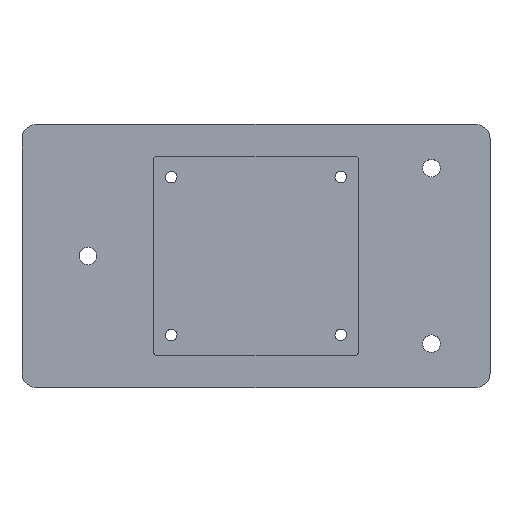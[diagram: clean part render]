
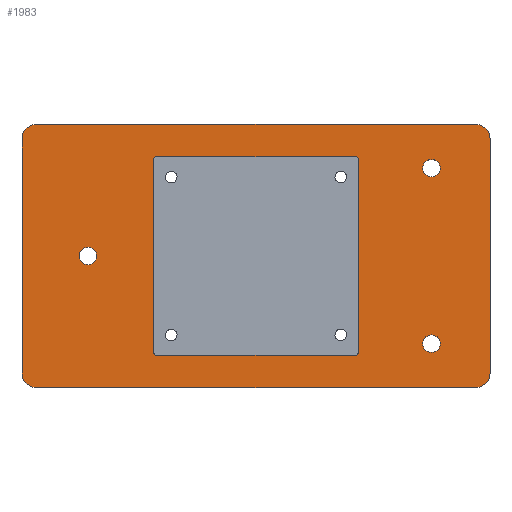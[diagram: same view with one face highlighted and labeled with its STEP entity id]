
A CAD part, top view. The second image highlights one B-rep face of the part: STEP entity #1983.
In plain terms, the highlighted planar face has unit normal (0, 0, 1).
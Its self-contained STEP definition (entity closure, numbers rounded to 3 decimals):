
#57=CARTESIAN_POINT('Axis2P3D Location',(60.,30.,15.)) ;
#61=CARTESIAN_POINT('Vertex',(63.,30.,15.)) ;
#63=CARTESIAN_POINT('Vertex',(57.,30.,15.)) ;
#92=CARTESIAN_POINT('Axis2P3D Location',(60.,30.,15.)) ;
#1374=CARTESIAN_POINT('Axis2P3D Location',(-57.5,0.,15.)) ;
#1378=CARTESIAN_POINT('Vertex',(-54.5,0.,15.)) ;
#1380=CARTESIAN_POINT('Vertex',(-60.5,0.,15.)) ;
#1400=CARTESIAN_POINT('Axis2P3D Location',(-57.5,0.,15.)) ;
#1417=CARTESIAN_POINT('Axis2P3D Location',(60.,-30.,15.)) ;
#1421=CARTESIAN_POINT('Vertex',(63.,-30.,15.)) ;
#1423=CARTESIAN_POINT('Vertex',(57.,-30.,15.)) ;
#1443=CARTESIAN_POINT('Axis2P3D Location',(60.,-30.,15.)) ;
#1460=CARTESIAN_POINT('Axis2P3D Location',(-75.,-40.,15.)) ;
#1464=CARTESIAN_POINT('Vertex',(-75.,-45.,15.)) ;
#1466=CARTESIAN_POINT('Vertex',(-80.,-40.,15.)) ;
#1506=CARTESIAN_POINT('Vertex',(-80.,40.,15.)) ;
#1514=CARTESIAN_POINT('Line Origine',(-80.,0.,15.)) ;
#1531=CARTESIAN_POINT('Axis2P3D Location',(-75.,40.,15.)) ;
#1535=CARTESIAN_POINT('Vertex',(-75.,45.,15.)) ;
#1568=CARTESIAN_POINT('Vertex',(75.,-45.,15.)) ;
#1571=CARTESIAN_POINT('Line Origine',(0.,-45.,15.)) ;
#1593=CARTESIAN_POINT('Axis2P3D Location',(75.,-40.,15.)) ;
#1597=CARTESIAN_POINT('Vertex',(80.,-40.,15.)) ;
#1630=CARTESIAN_POINT('Vertex',(75.,45.,15.)) ;
#1638=CARTESIAN_POINT('Line Origine',(0.,45.,15.)) ;
#1661=CARTESIAN_POINT('Vertex',(80.,40.,15.)) ;
#1664=CARTESIAN_POINT('Line Origine',(80.,0.,15.)) ;
#1751=CARTESIAN_POINT('Axis2P3D Location',(75.,40.,15.)) ;
#1774=CARTESIAN_POINT('Vertex',(34.,34.,15.)) ;
#1788=CARTESIAN_POINT('Vertex',(35.,33.,15.)) ;
#1791=CARTESIAN_POINT('Axis2P3D Location',(34.,33.,15.)) ;
#1814=CARTESIAN_POINT('Vertex',(-34.,-34.,15.)) ;
#1828=CARTESIAN_POINT('Vertex',(-35.,-33.,15.)) ;
#1831=CARTESIAN_POINT('Axis2P3D Location',(-34.,-33.,15.)) ;
#1854=CARTESIAN_POINT('Vertex',(35.,-33.,15.)) ;
#1857=CARTESIAN_POINT('Line Origine',(35.,0.,15.)) ;
#1885=CARTESIAN_POINT('Vertex',(34.,-34.,15.)) ;
#1893=CARTESIAN_POINT('Line Origine',(0.,-34.,15.)) ;
#1915=CARTESIAN_POINT('Axis2P3D Location',(34.,-33.,15.)) ;
#1927=CARTESIAN_POINT('Axis2P3D Location',(0.,0.,15.)) ;
#1942=CARTESIAN_POINT('Axis2P3D Location',(-34.,33.,15.)) ;
#1946=CARTESIAN_POINT('Vertex',(-35.,33.,15.)) ;
#1948=CARTESIAN_POINT('Vertex',(-34.,34.,15.)) ;
#1951=CARTESIAN_POINT('Line Origine',(0.,34.,15.)) ;
#1956=CARTESIAN_POINT('Line Origine',(-35.,0.,15.)) ;
#58=DIRECTION('Axis2P3D Direction',(0.,0.,-1.)) ;
#93=DIRECTION('Axis2P3D Direction',(0.,0.,-1.)) ;
#1375=DIRECTION('Axis2P3D Direction',(0.,0.,-1.)) ;
#1401=DIRECTION('Axis2P3D Direction',(0.,0.,-1.)) ;
#1418=DIRECTION('Axis2P3D Direction',(0.,0.,-1.)) ;
#1444=DIRECTION('Axis2P3D Direction',(0.,0.,-1.)) ;
#1461=DIRECTION('Axis2P3D Direction',(0.,0.,1.)) ;
#1515=DIRECTION('Vector Direction',(0.,1.,0.)) ;
#1532=DIRECTION('Axis2P3D Direction',(0.,0.,1.)) ;
#1572=DIRECTION('Vector Direction',(-1.,0.,0.)) ;
#1594=DIRECTION('Axis2P3D Direction',(0.,0.,1.)) ;
#1639=DIRECTION('Vector Direction',(1.,0.,0.)) ;
#1665=DIRECTION('Vector Direction',(0.,-1.,0.)) ;
#1752=DIRECTION('Axis2P3D Direction',(0.,-0.,1.)) ;
#1792=DIRECTION('Axis2P3D Direction',(0.,0.,-1.)) ;
#1832=DIRECTION('Axis2P3D Direction',(0.,0.,-1.)) ;
#1858=DIRECTION('Vector Direction',(0.,-1.,0.)) ;
#1894=DIRECTION('Vector Direction',(-1.,0.,0.)) ;
#1916=DIRECTION('Axis2P3D Direction',(0.,0.,-1.)) ;
#1928=DIRECTION('Axis2P3D Direction',(0.,0.,1.)) ;
#1929=DIRECTION('Axis2P3D XDirection',(1.,0.,0.)) ;
#1943=DIRECTION('Axis2P3D Direction',(0.,0.,1.)) ;
#1952=DIRECTION('Vector Direction',(1.,0.,0.)) ;
#1957=DIRECTION('Vector Direction',(0.,1.,0.)) ;
#59=AXIS2_PLACEMENT_3D('Circle Axis2P3D',#57,#58,$) ;
#94=AXIS2_PLACEMENT_3D('Circle Axis2P3D',#92,#93,$) ;
#1376=AXIS2_PLACEMENT_3D('Circle Axis2P3D',#1374,#1375,$) ;
#1402=AXIS2_PLACEMENT_3D('Circle Axis2P3D',#1400,#1401,$) ;
#1419=AXIS2_PLACEMENT_3D('Circle Axis2P3D',#1417,#1418,$) ;
#1445=AXIS2_PLACEMENT_3D('Circle Axis2P3D',#1443,#1444,$) ;
#1462=AXIS2_PLACEMENT_3D('Circle Axis2P3D',#1460,#1461,$) ;
#1533=AXIS2_PLACEMENT_3D('Circle Axis2P3D',#1531,#1532,$) ;
#1595=AXIS2_PLACEMENT_3D('Circle Axis2P3D',#1593,#1594,$) ;
#1753=AXIS2_PLACEMENT_3D('Circle Axis2P3D',#1751,#1752,$) ;
#1793=AXIS2_PLACEMENT_3D('Circle Axis2P3D',#1791,#1792,$) ;
#1833=AXIS2_PLACEMENT_3D('Circle Axis2P3D',#1831,#1832,$) ;
#1917=AXIS2_PLACEMENT_3D('Circle Axis2P3D',#1915,#1916,$) ;
#1930=AXIS2_PLACEMENT_3D('Plane Axis2P3D',#1927,#1928,#1929) ;
#1944=AXIS2_PLACEMENT_3D('Circle Axis2P3D',#1942,#1943,$) ;
#1933=ORIENTED_EDGE('',*,*,#1642,.T.) ;
#1934=ORIENTED_EDGE('',*,*,#1537,.F.) ;
#1935=ORIENTED_EDGE('',*,*,#1518,.T.) ;
#1936=ORIENTED_EDGE('',*,*,#1468,.F.) ;
#1937=ORIENTED_EDGE('',*,*,#1575,.T.) ;
#1938=ORIENTED_EDGE('',*,*,#1599,.F.) ;
#1939=ORIENTED_EDGE('',*,*,#1668,.T.) ;
#1940=ORIENTED_EDGE('',*,*,#1755,.F.) ;
#1962=ORIENTED_EDGE('',*,*,#1950,.T.) ;
#1963=ORIENTED_EDGE('',*,*,#1955,.F.) ;
#1964=ORIENTED_EDGE('',*,*,#1795,.T.) ;
#1965=ORIENTED_EDGE('',*,*,#1861,.F.) ;
#1966=ORIENTED_EDGE('',*,*,#1919,.T.) ;
#1967=ORIENTED_EDGE('',*,*,#1897,.F.) ;
#1968=ORIENTED_EDGE('',*,*,#1835,.T.) ;
#1969=ORIENTED_EDGE('',*,*,#1960,.F.) ;
#1972=ORIENTED_EDGE('',*,*,#96,.F.) ;
#1973=ORIENTED_EDGE('',*,*,#65,.F.) ;
#1976=ORIENTED_EDGE('',*,*,#1447,.F.) ;
#1977=ORIENTED_EDGE('',*,*,#1425,.F.) ;
#1980=ORIENTED_EDGE('',*,*,#1404,.F.) ;
#1981=ORIENTED_EDGE('',*,*,#1382,.F.) ;
#1970=FACE_BOUND('',#1961,.T.) ;
#1974=FACE_BOUND('',#1971,.T.) ;
#1978=FACE_BOUND('',#1975,.T.) ;
#1982=FACE_BOUND('',#1979,.T.) ;
#1516=VECTOR('Line Direction',#1515,1.) ;
#1573=VECTOR('Line Direction',#1572,1.) ;
#1640=VECTOR('Line Direction',#1639,1.) ;
#1666=VECTOR('Line Direction',#1665,1.) ;
#1859=VECTOR('Line Direction',#1858,1.) ;
#1895=VECTOR('Line Direction',#1894,1.) ;
#1953=VECTOR('Line Direction',#1952,1.) ;
#1958=VECTOR('Line Direction',#1957,1.) ;
#1983=ADVANCED_FACE('Corps principal',(#1941,#1970,#1974,#1978,#1982),#1931,.T.) ;
#60=CIRCLE('generated circle',#59,3.) ;
#95=CIRCLE('generated circle',#94,3.) ;
#1377=CIRCLE('generated circle',#1376,3.) ;
#1403=CIRCLE('generated circle',#1402,3.) ;
#1420=CIRCLE('generated circle',#1419,3.) ;
#1446=CIRCLE('generated circle',#1445,3.) ;
#1463=CIRCLE('generated circle',#1462,5.) ;
#1534=CIRCLE('generated circle',#1533,5.) ;
#1596=CIRCLE('generated circle',#1595,5.) ;
#1754=CIRCLE('generated circle',#1753,5.) ;
#1794=CIRCLE('generated circle',#1793,1.) ;
#1834=CIRCLE('generated circle',#1833,1.) ;
#1918=CIRCLE('generated circle',#1917,1.) ;
#1945=CIRCLE('generated circle',#1944,1.) ;
#65=EDGE_CURVE('',#62,#64,#60,.F.) ;
#96=EDGE_CURVE('',#64,#62,#95,.F.) ;
#1382=EDGE_CURVE('',#1379,#1381,#1377,.F.) ;
#1404=EDGE_CURVE('',#1381,#1379,#1403,.F.) ;
#1425=EDGE_CURVE('',#1422,#1424,#1420,.F.) ;
#1447=EDGE_CURVE('',#1424,#1422,#1446,.F.) ;
#1468=EDGE_CURVE('',#1465,#1467,#1463,.F.) ;
#1518=EDGE_CURVE('',#1507,#1467,#1517,.F.) ;
#1537=EDGE_CURVE('',#1507,#1536,#1534,.F.) ;
#1575=EDGE_CURVE('',#1465,#1569,#1574,.F.) ;
#1599=EDGE_CURVE('',#1598,#1569,#1596,.F.) ;
#1642=EDGE_CURVE('',#1631,#1536,#1641,.F.) ;
#1668=EDGE_CURVE('',#1598,#1662,#1667,.F.) ;
#1755=EDGE_CURVE('',#1631,#1662,#1754,.F.) ;
#1795=EDGE_CURVE('',#1775,#1789,#1794,.T.) ;
#1835=EDGE_CURVE('',#1815,#1829,#1834,.T.) ;
#1861=EDGE_CURVE('',#1855,#1789,#1860,.F.) ;
#1897=EDGE_CURVE('',#1815,#1886,#1896,.F.) ;
#1919=EDGE_CURVE('',#1855,#1886,#1918,.T.) ;
#1950=EDGE_CURVE('',#1947,#1949,#1945,.F.) ;
#1955=EDGE_CURVE('',#1775,#1949,#1954,.F.) ;
#1960=EDGE_CURVE('',#1947,#1829,#1959,.F.) ;
#1932=EDGE_LOOP('',(#1933,#1934,#1935,#1936,#1937,#1938,#1939,#1940)) ;
#1961=EDGE_LOOP('',(#1962,#1963,#1964,#1965,#1966,#1967,#1968,#1969)) ;
#1971=EDGE_LOOP('',(#1972,#1973)) ;
#1975=EDGE_LOOP('',(#1976,#1977)) ;
#1979=EDGE_LOOP('',(#1980,#1981)) ;
#1941=FACE_OUTER_BOUND('',#1932,.T.) ;
#1517=LINE('Line',#1514,#1516) ;
#1574=LINE('Line',#1571,#1573) ;
#1641=LINE('Line',#1638,#1640) ;
#1667=LINE('Line',#1664,#1666) ;
#1860=LINE('Line',#1857,#1859) ;
#1896=LINE('Line',#1893,#1895) ;
#1954=LINE('Line',#1951,#1953) ;
#1959=LINE('Line',#1956,#1958) ;
#1931=PLANE('Plane',#1930) ;
#62=VERTEX_POINT('',#61) ;
#64=VERTEX_POINT('',#63) ;
#1379=VERTEX_POINT('',#1378) ;
#1381=VERTEX_POINT('',#1380) ;
#1422=VERTEX_POINT('',#1421) ;
#1424=VERTEX_POINT('',#1423) ;
#1465=VERTEX_POINT('',#1464) ;
#1467=VERTEX_POINT('',#1466) ;
#1507=VERTEX_POINT('',#1506) ;
#1536=VERTEX_POINT('',#1535) ;
#1569=VERTEX_POINT('',#1568) ;
#1598=VERTEX_POINT('',#1597) ;
#1631=VERTEX_POINT('',#1630) ;
#1662=VERTEX_POINT('',#1661) ;
#1775=VERTEX_POINT('',#1774) ;
#1789=VERTEX_POINT('',#1788) ;
#1815=VERTEX_POINT('',#1814) ;
#1829=VERTEX_POINT('',#1828) ;
#1855=VERTEX_POINT('',#1854) ;
#1886=VERTEX_POINT('',#1885) ;
#1947=VERTEX_POINT('',#1946) ;
#1949=VERTEX_POINT('',#1948) ;
